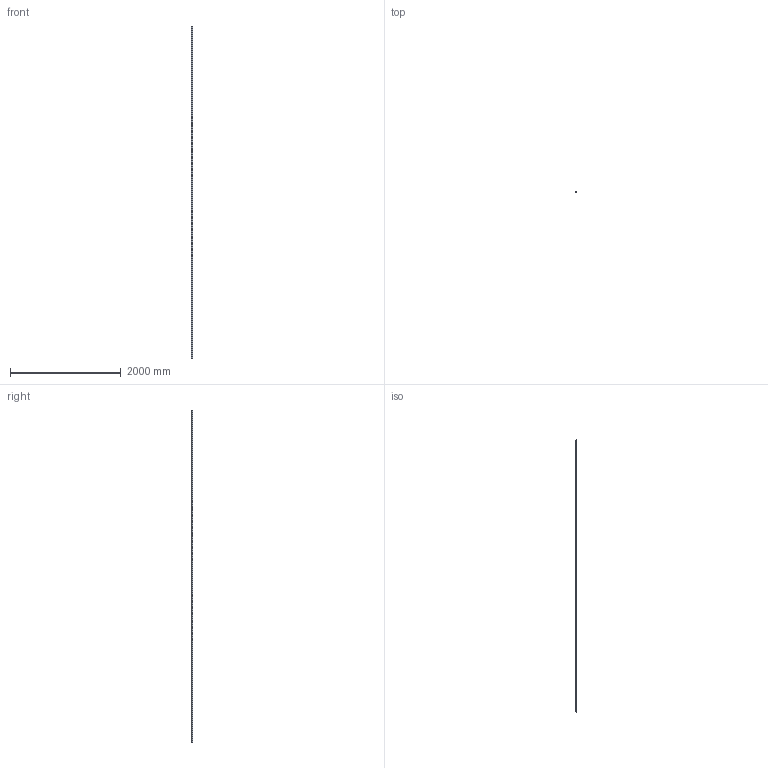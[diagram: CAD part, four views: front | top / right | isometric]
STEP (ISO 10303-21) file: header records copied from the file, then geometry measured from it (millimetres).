
FILE_DESCRIPTION (( 'STEP AP214' ), '1' );
FILE_NAME ('A620435A-8ADD-40C7-9999-E766DE5ADBFA.STEP', '2023-08-01T09:37:28', ( '' ), ( '' ), 'SwSTEP 2.0', 'SolidWorks 2022', '' );
FILE_SCHEMA (( 'AUTOMOTIVE_DESIGN' ));
Length unit declared in the file: millimetre
Products named in the file (1): A620435A-8ADD-40C7-9999-E766DE5ADBFA
Bounding box: 29.8 x 19 x 6000 mm (x, y, z)
Volume: 751620.1 mm3; surface area: 895222.2 mm2
Topology: 1 solids, 1 shells, 27 faces, 75 edges, 50 vertices
Faces by surface type: plane 16, cylinder 11
Entity records: 905 total; most frequent: CARTESIAN_POINT 153, DIRECTION 153, ORIENTED_EDGE 150, EDGE_CURVE 75, LINE 53, VECTOR 53, AXIS2_PLACEMENT_3D 50, VERTEX_POINT 50
